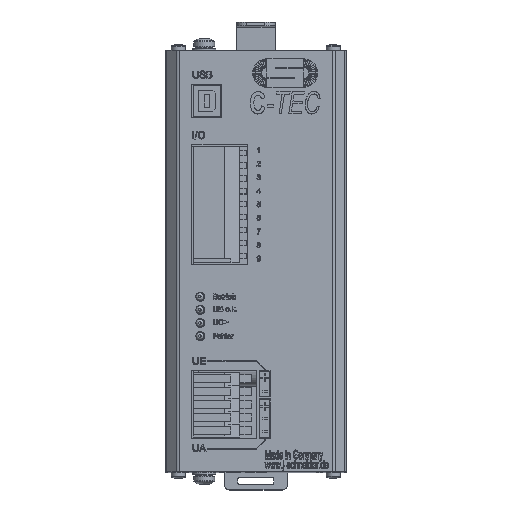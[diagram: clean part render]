
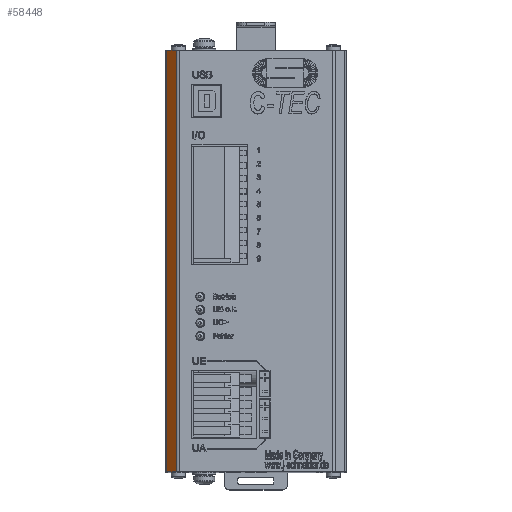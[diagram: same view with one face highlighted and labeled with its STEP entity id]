
A CAD part, top view. The second image highlights one B-rep face of the part: STEP entity #58448.
In plain terms, the highlighted planar face has unit normal (-0.707, 0, 0.707).
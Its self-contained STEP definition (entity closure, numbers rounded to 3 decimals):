
#5065=PLANE('',#62298);
#7321=FACE_OUTER_BOUND('',#10688,.T.);
#10688=EDGE_LOOP('',(#45576,#45577,#45578,#45579));
#15178=LINE('',#83501,#21317);
#15231=LINE('',#83613,#21370);
#15408=LINE('',#84052,#21547);
#15411=LINE('',#84057,#21550);
#21317=VECTOR('',#69279,1.);
#21370=VECTOR('',#69380,1.);
#21547=VECTOR('',#69821,1.);
#21550=VECTOR('',#69828,1.);
#28096=VERTEX_POINT('',#83498);
#28097=VERTEX_POINT('',#83500);
#28131=VERTEX_POINT('',#83610);
#28132=VERTEX_POINT('',#83612);
#34371=EDGE_CURVE('',#28096,#28097,#15178,.T.);
#34431=EDGE_CURVE('',#28131,#28132,#15231,.T.);
#34657=EDGE_CURVE('',#28096,#28132,#15408,.T.);
#34660=EDGE_CURVE('',#28131,#28097,#15411,.T.);
#45576=ORIENTED_EDGE('',*,*,#34657,.T.);
#45577=ORIENTED_EDGE('',*,*,#34431,.F.);
#45578=ORIENTED_EDGE('',*,*,#34660,.T.);
#45579=ORIENTED_EDGE('',*,*,#34371,.F.);
#58448=ADVANCED_FACE('',(#7321),#5065,.T.);
#62298=AXIS2_PLACEMENT_3D('',#84064,#69841,#69842);
#69279=DIRECTION('',(-0.707,0.,-0.707));
#69380=DIRECTION('',(0.707,0.,0.707));
#69821=DIRECTION('',(0.,1.,0.));
#69828=DIRECTION('',(0.,-1.,0.));
#69841=DIRECTION('center_axis',(-0.707,0.,
0.707));
#69842=DIRECTION('ref_axis',(0.707,0.,0.707));
#83498=CARTESIAN_POINT('',(18.173,135.586,136.283));
#83500=CARTESIAN_POINT('',(14.517,135.586,132.626));
#83501=CARTESIAN_POINT('',(18.466,135.586,136.576));
#83610=CARTESIAN_POINT('',(14.517,298.586,132.626));
#83612=CARTESIAN_POINT('',(18.173,298.586,136.283));
#83613=CARTESIAN_POINT('',(14.224,298.586,132.333));
#84052=CARTESIAN_POINT('',(18.173,217.086,136.283));
#84057=CARTESIAN_POINT('',(14.517,217.086,132.626));
#84064=CARTESIAN_POINT('Origin',(16.345,217.086,134.454));
